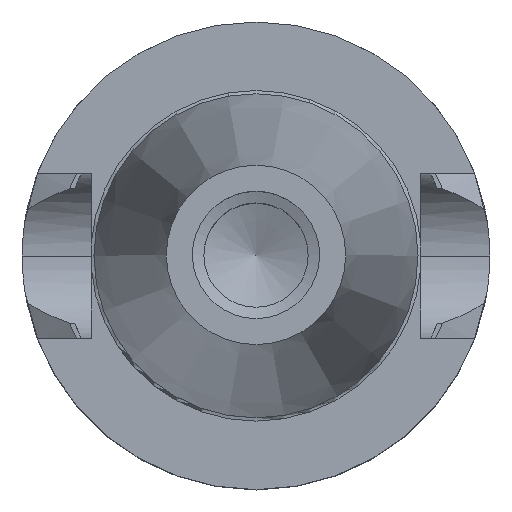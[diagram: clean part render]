
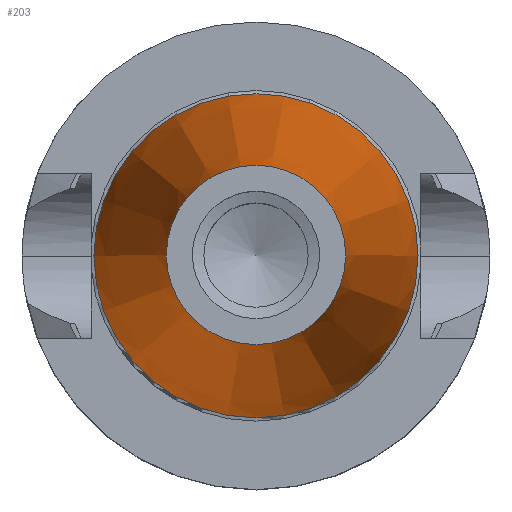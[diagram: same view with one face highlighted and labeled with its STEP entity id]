
A CAD part, top view. The second image highlights one B-rep face of the part: STEP entity #203.
In plain terms, the highlighted conical face has half-angle 8.298 degrees and reference radius 8.816 mm.
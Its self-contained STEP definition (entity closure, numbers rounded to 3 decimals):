
#203=ADVANCED_FACE('',(#272,#273),#243,.T.);
#243=CONICAL_SURFACE('',#854,8.816,8.298);
#272=FACE_BOUND('',#323,.T.);
#273=FACE_BOUND('',#324,.T.);
#323=EDGE_LOOP('',(#423));
#324=EDGE_LOOP('',(#424));
#423=ORIENTED_EDGE('',*,*,#690,.T.);
#424=ORIENTED_EDGE('',*,*,#688,.F.);
#609=VERTEX_POINT('',#1252);
#611=VERTEX_POINT('',#1259);
#688=EDGE_CURVE('',#609,#609,#771,.T.);
#690=EDGE_CURVE('',#611,#611,#773,.T.);
#771=CIRCLE('',#847,15.933);
#773=CIRCLE('',#852,8.816);
#847=AXIS2_PLACEMENT_3D('',#1251,#990,#991);
#852=AXIS2_PLACEMENT_3D('',#1258,#1000,#1001);
#854=AXIS2_PLACEMENT_3D('',#1261,#1004,#1005);
#990=DIRECTION('',(0.,0.,-1.));
#991=DIRECTION('',(-1.,0.,0.));
#1000=DIRECTION('',(0.,0.,-1.));
#1001=DIRECTION('',(-1.,0.,0.));
#1004=DIRECTION('',(0.,0.,-1.));
#1005=DIRECTION('',(-1.,0.,0.));
#1251=CARTESIAN_POINT('',(0.,0.,-0.4));
#1252=CARTESIAN_POINT('',(-15.933,0.,-0.4));
#1258=CARTESIAN_POINT('',(0.,0.,48.4));
#1259=CARTESIAN_POINT('',(-8.816,0.,48.4));
#1261=CARTESIAN_POINT('',(0.,0.,48.4));
